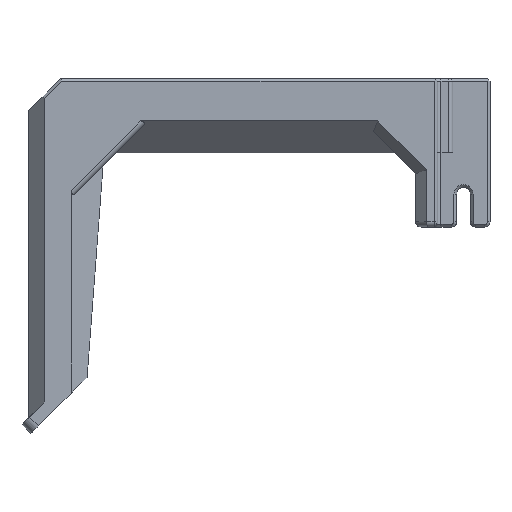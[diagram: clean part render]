
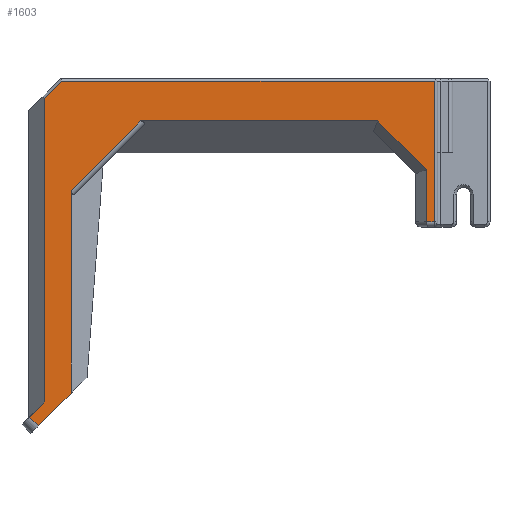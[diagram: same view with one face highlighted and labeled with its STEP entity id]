
A CAD part, left-side view. The second image highlights one B-rep face of the part: STEP entity #1603.
In plain terms, the highlighted planar face has unit normal (-1, 0, 0).
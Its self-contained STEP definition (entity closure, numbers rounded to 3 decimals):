
#125=VERTEX_POINT('',#2249);
#126=VERTEX_POINT('',#2251);
#197=VERTEX_POINT('',#2444);
#198=VERTEX_POINT('',#2446);
#202=VERTEX_POINT('',#2456);
#203=VERTEX_POINT('',#2460);
#204=VERTEX_POINT('',#2462);
#205=VERTEX_POINT('',#2465);
#206=VERTEX_POINT('',#2467);
#207=VERTEX_POINT('',#2469);
#208=VERTEX_POINT('',#2471);
#209=VERTEX_POINT('',#2473);
#210=VERTEX_POINT('',#2475);
#273=VECTOR('',#1821,1.);
#345=VECTOR('',#1980,1.);
#350=VECTOR('',#1989,1.);
#351=VECTOR('',#1991,1.);
#352=VECTOR('',#1992,1.);
#353=VECTOR('',#1993,1.);
#354=VECTOR('',#1994,1.);
#355=VECTOR('',#1995,1.);
#356=VECTOR('',#1996,1.);
#357=VECTOR('',#1997,1.);
#358=VECTOR('',#1998,1.);
#359=VECTOR('',#1999,1.);
#360=VECTOR('',#2000,1.);
#463=LINE('',#2250,#273);
#535=LINE('',#2445,#345);
#540=LINE('',#2457,#350);
#541=LINE('',#2459,#351);
#542=LINE('',#2461,#352);
#543=LINE('',#2463,#353);
#544=LINE('',#2464,#354);
#545=LINE('',#2466,#355);
#546=LINE('',#2468,#356);
#547=LINE('',#2470,#357);
#548=LINE('',#2472,#358);
#549=LINE('',#2474,#359);
#550=LINE('',#2476,#360);
#653=EDGE_CURVE('',#125,#126,#463,.T.);
#750=EDGE_CURVE('',#197,#198,#535,.T.);
#756=EDGE_CURVE('',#202,#197,#540,.T.);
#757=EDGE_CURVE('',#203,#125,#541,.T.);
#758=EDGE_CURVE('',#204,#203,#542,.T.);
#759=EDGE_CURVE('',#198,#204,#543,.T.);
#760=EDGE_CURVE('',#202,#205,#544,.T.);
#761=EDGE_CURVE('',#206,#205,#545,.T.);
#762=EDGE_CURVE('',#207,#206,#546,.T.);
#763=EDGE_CURVE('',#208,#207,#547,.T.);
#764=EDGE_CURVE('',#209,#208,#548,.T.);
#765=EDGE_CURVE('',#210,#209,#549,.T.);
#766=EDGE_CURVE('',#126,#210,#550,.T.);
#1047=ORIENTED_EDGE('',*,*,#653,.F.);
#1048=ORIENTED_EDGE('',*,*,#757,.F.);
#1049=ORIENTED_EDGE('',*,*,#758,.F.);
#1050=ORIENTED_EDGE('',*,*,#759,.F.);
#1051=ORIENTED_EDGE('',*,*,#750,.F.);
#1052=ORIENTED_EDGE('',*,*,#756,.F.);
#1053=ORIENTED_EDGE('',*,*,#760,.T.);
#1054=ORIENTED_EDGE('',*,*,#761,.F.);
#1055=ORIENTED_EDGE('',*,*,#762,.F.);
#1056=ORIENTED_EDGE('',*,*,#763,.F.);
#1057=ORIENTED_EDGE('',*,*,#764,.F.);
#1058=ORIENTED_EDGE('',*,*,#765,.F.);
#1059=ORIENTED_EDGE('',*,*,#766,.F.);
#1409=EDGE_LOOP('',(#1047,#1048,#1049,#1050,#1051,#1052,#1053,#1054,#1055,
#1056,#1057,#1058,#1059));
#1506=FACE_BOUND('',#1409,.T.);
#1603=ADVANCED_FACE('',(#1506),#2747,.T.);
#1726=AXIS2_PLACEMENT_3D('',#2458,#1990,$);
#1821=DIRECTION('',(0.,0.,-1.));
#1980=DIRECTION('',(0.,-0.707,0.707));
#1989=DIRECTION('',(0.,0.707,0.707));
#1990=DIRECTION('',(-1.,0.,0.));
#1991=DIRECTION('',(0.,-1.,0.));
#1992=DIRECTION('',(0.,-0.707,0.707));
#1993=DIRECTION('',(0.,0.,1.));
#1994=DIRECTION('',(0.,-0.707,0.707));
#1995=DIRECTION('',(0.,0.,-1.));
#1996=DIRECTION('',(0.,0.707,-0.707));
#1997=DIRECTION('',(0.,1.,0.));
#1998=DIRECTION('',(0.,0.707,0.707));
#1999=DIRECTION('',(0.,0.,1.));
#2000=DIRECTION('',(0.,1.,0.));
#2249=CARTESIAN_POINT('',(-30.452,17.796,27.));
#2250=CARTESIAN_POINT('',(-30.452,17.796,0.));
#2251=CARTESIAN_POINT('',(-30.452,17.796,-26.));
#2444=CARTESIAN_POINT('',(-30.452,170.501,-99.705));
#2445=CARTESIAN_POINT('',(-30.452,127.18,-56.383));
#2446=CARTESIAN_POINT('',(-30.452,164.796,-94.));
#2456=CARTESIAN_POINT('',(-30.452,167.178,-103.027));
#2457=CARTESIAN_POINT('',(-30.452,175.42,-94.785));
#2458=CARTESIAN_POINT('',(-30.452,93.796,0.));
#2459=CARTESIAN_POINT('',(-30.452,88.231,27.));
#2460=CARTESIAN_POINT('',(-30.452,158.382,27.));
#2461=CARTESIAN_POINT('',(-30.452,151.839,33.543));
#2462=CARTESIAN_POINT('',(-30.452,164.796,20.586));
#2463=CARTESIAN_POINT('',(-30.452,164.796,0.));
#2464=CARTESIAN_POINT('',(-30.452,116.223,-52.073));
#2465=CARTESIAN_POINT('',(-30.452,154.796,-90.646));
#2466=CARTESIAN_POINT('',(-30.452,154.796,0.));
#2467=CARTESIAN_POINT('',(-30.452,154.796,-14.172));
#2468=CARTESIAN_POINT('',(-30.452,129.461,11.164));
#2469=CARTESIAN_POINT('',(-30.452,128.625,12.));
#2470=CARTESIAN_POINT('',(-30.452,91.014,12.));
#2471=CARTESIAN_POINT('',(-30.452,39.139,12.));
#2472=CARTESIAN_POINT('',(-30.452,43.218,16.078));
#2473=CARTESIAN_POINT('',(-30.452,20.796,-6.343));
#2474=CARTESIAN_POINT('',(-30.452,20.796,0.));
#2475=CARTESIAN_POINT('',(-30.452,20.796,-26.));
#2476=CARTESIAN_POINT('',(-30.452,54.082,-26.));
#2747=PLANE('',#1726);
